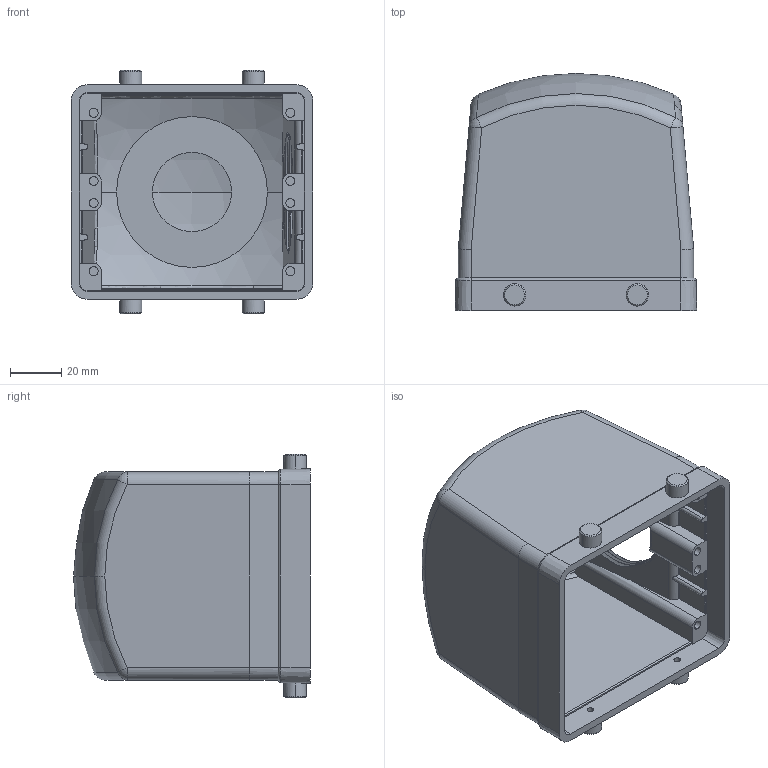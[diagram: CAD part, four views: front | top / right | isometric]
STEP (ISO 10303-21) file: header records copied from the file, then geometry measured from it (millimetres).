
FILE_DESCRIPTION (( 'STEP AP214' ), '1' );
FILE_NAME ('ZP-MC32B-2-DSE36M.step', '2015-08-12T18:08:02', ( '' ), ( '' ), 'SwSTEP 2.0', 'SolidWorks 2014', '' );
FILE_SCHEMA (( 'AUTOMOTIVE_DESIGN' ));
Length unit declared in the file: millimetre
Products named in the file (1): ZP-MC32B-2-DSE36M
Bounding box: 94.5 x 92.75 x 95.5 mm (x, y, z)
Volume: 126949.2 mm3; surface area: 71566.9 mm2
Topology: 2 solids, 2 shells, 237 faces, 615 edges, 397 vertices
Faces by surface type: plane 93, cylinder 89, cone 16, bspline 16, torus 13, sphere 10
Entity records: 24387 total; most frequent: CARTESIAN_POINT 18527, ORIENTED_EDGE 1230, DIRECTION 1084, EDGE_CURVE 615, VERTEX_POINT 397, AXIS2_PLACEMENT_3D 397, VECTOR 290, LINE 290
